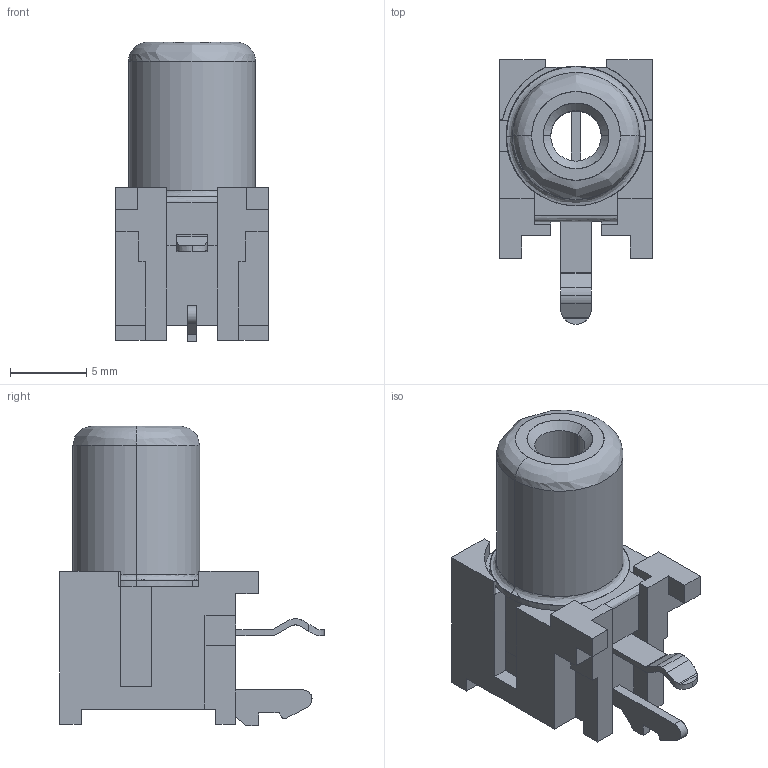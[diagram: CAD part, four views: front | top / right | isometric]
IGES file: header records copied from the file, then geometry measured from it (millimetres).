
Start section: SolidWorks IGES file using analytic representation for surfaces
Global section: file name: KLPX-0848A-2-x.IGS; native system: SolidWorks 2020; preprocessor: SolidWorks 2020; author: Dan; date: 201214.104733; units: millimetre
Bounding box: 10 x 17.3 x 19.6 mm (x, y, z)
Surface area: 1285.9 mm2 (no closed solid volume)
Topology: 0 solids, 0 shells, 135 faces, 1019 edges, 1019 vertices
Faces by surface type: bspline 108, revolution 27
